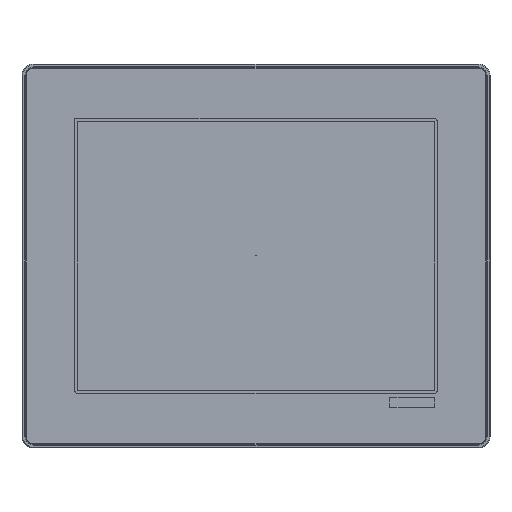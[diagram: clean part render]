
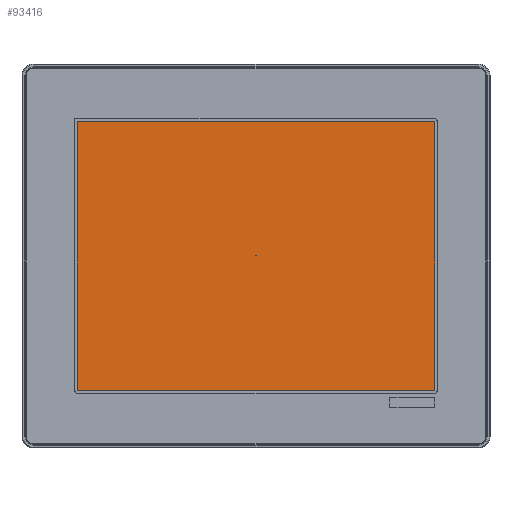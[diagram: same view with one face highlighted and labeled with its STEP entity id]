
A CAD part, top view. The second image highlights one B-rep face of the part: STEP entity #93416.
In plain terms, the highlighted planar face has unit normal (0, 0, 1).
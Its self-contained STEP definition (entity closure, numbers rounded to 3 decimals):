
#93178=CARTESIAN_POINT('',(123.,95.,3.005));
#93179=VERTEX_POINT('',#93178);
#93186=CARTESIAN_POINT('',(125.,93.,3.005));
#93187=VERTEX_POINT('',#93186);
#93188=CARTESIAN_POINT('',(123.,93.,3.005));
#93189=DIRECTION('',(0.0,0.0,-1.0));
#93190=DIRECTION('',(0.707,0.707,0.0));
#93191=AXIS2_PLACEMENT_3D('',#93188,#93189,#93190);
#93192=CIRCLE('',#93191,2.0);
#93193=EDGE_CURVE('',#93179,#93187,#93192,.T.);
#93217=CARTESIAN_POINT('',(-125.,95.,3.005));
#93218=VERTEX_POINT('',#93217);
#93225=CARTESIAN_POINT('',(-125.,95.,3.005));
#93226=DIRECTION('',(1.0,0.0,0.0));
#93227=VECTOR('',#93226,248.);
#93228=LINE('',#93225,#93227);
#93229=EDGE_CURVE('',#93218,#93179,#93228,.T.);
#93248=CARTESIAN_POINT('',(-125.,-93.,3.005));
#93249=VERTEX_POINT('',#93248);
#93256=CARTESIAN_POINT('',(-125.,-93.,3.005));
#93257=DIRECTION('',(0.0,1.0,0.0));
#93258=VECTOR('',#93257,188.0);
#93259=LINE('',#93256,#93258);
#93260=EDGE_CURVE('',#93249,#93218,#93259,.T.);
#93280=CARTESIAN_POINT('',(-123.,-95.,3.005));
#93281=VERTEX_POINT('',#93280);
#93288=CARTESIAN_POINT('',(-123.,-93.,3.005));
#93289=DIRECTION('',(0.0,0.0,-1.0));
#93290=DIRECTION('',(-0.707,-0.707,0.0));
#93291=AXIS2_PLACEMENT_3D('',#93288,#93289,#93290);
#93292=CIRCLE('',#93291,2.0);
#93293=EDGE_CURVE('',#93281,#93249,#93292,.T.);
#93330=CARTESIAN_POINT('',(125.,-93.,3.005));
#93331=VERTEX_POINT('',#93330);
#93332=CARTESIAN_POINT('',(125.,93.,3.005));
#93333=DIRECTION('',(0.0,-1.0,0.0));
#93334=VECTOR('',#93333,186.0);
#93335=LINE('',#93332,#93334);
#93336=EDGE_CURVE('',#93187,#93331,#93335,.T.);
#93362=CARTESIAN_POINT('',(123.,-95.,3.005));
#93363=VERTEX_POINT('',#93362);
#93364=CARTESIAN_POINT('',(123.,-93.,3.005));
#93365=DIRECTION('',(0.0,0.0,-1.0));
#93366=DIRECTION('',(0.707,-0.707,0.0));
#93367=AXIS2_PLACEMENT_3D('',#93364,#93365,#93366);
#93368=CIRCLE('',#93367,2.0);
#93369=EDGE_CURVE('',#93331,#93363,#93368,.T.);
#93392=CARTESIAN_POINT('',(123.,-95.,3.005));
#93393=DIRECTION('',(-1.0,0.0,0.0));
#93394=VECTOR('',#93393,246.);
#93395=LINE('',#93392,#93394);
#93396=EDGE_CURVE('',#93363,#93281,#93395,.T.);
#93402=CARTESIAN_POINT('',(0.,0.,3.005));
#93403=DIRECTION('',(0.0,0.0,1.0));
#93404=DIRECTION('',(-1.0,0.0,0.0));
#93405=AXIS2_PLACEMENT_3D('',#93402,#93403,#93404);
#93406=PLANE('',#93405);
#93407=ORIENTED_EDGE('',*,*,#93193,.F.);
#93408=ORIENTED_EDGE('',*,*,#93229,.F.);
#93409=ORIENTED_EDGE('',*,*,#93260,.F.);
#93410=ORIENTED_EDGE('',*,*,#93293,.F.);
#93411=ORIENTED_EDGE('',*,*,#93396,.F.);
#93412=ORIENTED_EDGE('',*,*,#93369,.F.);
#93413=ORIENTED_EDGE('',*,*,#93336,.F.);
#93414=EDGE_LOOP('',(#93407,#93408,#93409,#93410,#93411,#93412,#93413));
#93415=FACE_OUTER_BOUND('',#93414,.T.);
#93416=ADVANCED_FACE('',(#93415),#93406,.T.);
